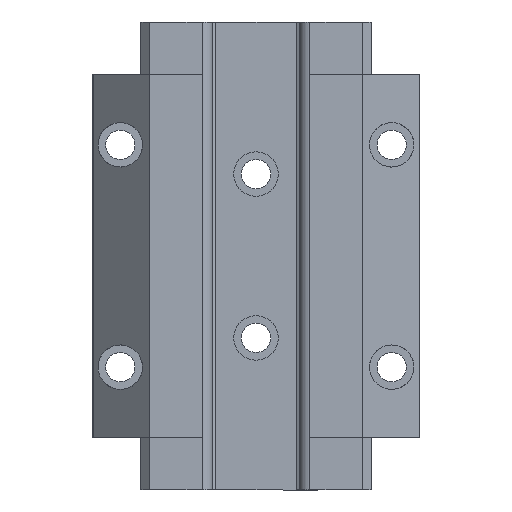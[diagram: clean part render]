
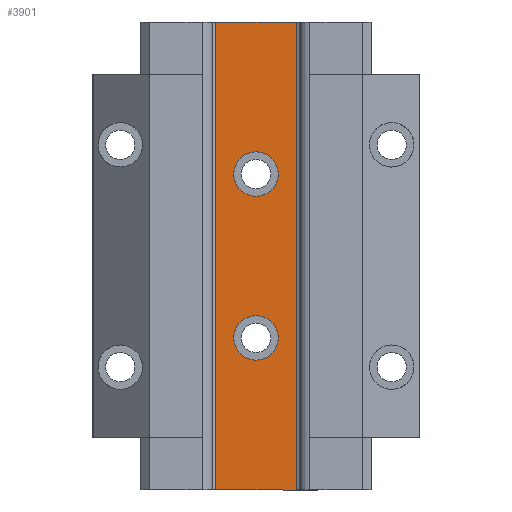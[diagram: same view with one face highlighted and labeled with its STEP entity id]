
A CAD part, front view. The second image highlights one B-rep face of the part: STEP entity #3901.
In plain terms, the highlighted planar face has unit normal (0, -1, 0).
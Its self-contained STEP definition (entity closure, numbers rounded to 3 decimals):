
#144 = AXIS2_PLACEMENT_3D ( 'NONE', #9623, #9624, #9625 ) ;
#201 = AXIS2_PLACEMENT_3D ( 'NONE', #3057, #3062, #3063 ) ;
#204 = AXIS2_PLACEMENT_3D ( 'NONE', #3055, #3064, #3065 ) ;
#3040 = CARTESIAN_POINT ( 'NONE',  ( 23.238, -21.85, 100. ) ) ;
#3041 = DIRECTION ( 'NONE',  ( 1., 0., 0. ) ) ;
#3049 = CARTESIAN_POINT ( 'NONE',  ( -23.238, -21.85, 120. ) ) ;
#3052 = CARTESIAN_POINT ( 'NONE',  ( 23.238, -21.85, 120. ) ) ;
#3053 = DIRECTION ( 'NONE',  ( 0., 0., 1. ) ) ;
#3055 = CARTESIAN_POINT ( 'NONE',  ( 0., -21.85, -35. ) ) ;
#3056 = DIRECTION ( 'NONE',  ( 0., 0., -1. ) ) ;
#3057 = CARTESIAN_POINT ( 'NONE',  ( 0., -21.85, 35. ) ) ;
#3059 = CARTESIAN_POINT ( 'NONE',  ( 23.238, -21.85, -100. ) ) ;
#3060 = DIRECTION ( 'NONE',  ( -1., 0., 0. ) ) ;
#3062 = DIRECTION ( 'NONE',  ( 0., -1., 0. ) ) ;
#3063 = DIRECTION ( 'NONE',  ( 0., 0., 1. ) ) ;
#3064 = DIRECTION ( 'NONE',  ( 0., -1., 0. ) ) ;
#3065 = DIRECTION ( 'NONE',  ( 0., 0., 1. ) ) ;
#3221 = CARTESIAN_POINT ( 'NONE',  ( 23.238, -21.85, 100. ) ) ;
#3243 = CARTESIAN_POINT ( 'NONE',  ( 23.238, -21.85, -100. ) ) ;
#3244 = CARTESIAN_POINT ( 'NONE',  ( -23.238, -21.85, -100. ) ) ;
#3263 = CARTESIAN_POINT ( 'NONE',  ( -23.238, -21.85, 100. ) ) ;
#3341 = VERTEX_POINT ( 'NONE', #3342 ) ;
#3342 = CARTESIAN_POINT ( 'NONE',  ( 0., -21.85, 44.5 ) ) ;
#3343 = VERTEX_POINT ( 'NONE', #3344 ) ;
#3344 = CARTESIAN_POINT ( 'NONE',  ( 0., -21.85, -25.5 ) ) ;
#3418 = LINE ( 'NONE', #3040, #3447 ) ;
#3446 = LINE ( 'NONE', #3052, #3458 ) ;
#3447 = VECTOR ( 'NONE', #3041, 1000. ) ;
#3454 = LINE ( 'NONE', #3049, #3456 ) ;
#3456 = VECTOR ( 'NONE', #3053, 1000. ) ;
#3458 = VECTOR ( 'NONE', #3056, 1000. ) ;
#3462 = LINE ( 'NONE', #3059, #3463 ) ;
#3463 = VECTOR ( 'NONE', #3060, 1000. ) ;
#3465 = CIRCLE ( 'NONE', #201, 9.5 ) ;
#3467 = CIRCLE ( 'NONE', #204, 9.5 ) ;
#3901 = ADVANCED_FACE ( 'NONE', ( #8064, #8063, #8068 ), #9612, .F. ) ;
#5222 = EDGE_CURVE ( 'NONE', #8993, #8717, #3418, .T. ) ;
#5227 = EDGE_CURVE ( 'NONE', #8959, #8993, #3454, .T. ) ;
#5228 = EDGE_CURVE ( 'NONE', #8717, #8958, #3446, .T. ) ;
#5230 = EDGE_CURVE ( 'NONE', #8958, #8959, #3462, .T. ) ;
#5231 = EDGE_CURVE ( 'NONE', #3341, #3341, #3465, .T. ) ;
#5232 = EDGE_CURVE ( 'NONE', #3343, #3343, #3467, .T. ) ;
#6903 = ORIENTED_EDGE ( 'NONE', *, *, #5232, .F. ) ;
#6904 = ORIENTED_EDGE ( 'NONE', *, *, #5231, .F. ) ;
#6905 = ORIENTED_EDGE ( 'NONE', *, *, #5230, .F. ) ;
#6906 = ORIENTED_EDGE ( 'NONE', *, *, #5228, .F. ) ;
#6907 = ORIENTED_EDGE ( 'NONE', *, *, #5222, .F. ) ;
#6908 = ORIENTED_EDGE ( 'NONE', *, *, #5227, .F. ) ;
#7255 = EDGE_LOOP ( 'NONE', ( #6903 ) ) ;
#7297 = EDGE_LOOP ( 'NONE', ( #6904 ) ) ;
#7298 = EDGE_LOOP ( 'NONE', ( #6905, #6906, #6907, #6908 ) ) ;
#8063 = FACE_BOUND ( 'NONE', #7297, .T. ) ;
#8064 = FACE_BOUND ( 'NONE', #7255, .T. ) ;
#8068 = FACE_OUTER_BOUND ( 'NONE', #7298, .T. ) ;
#8717 = VERTEX_POINT ( 'NONE', #3221 ) ;
#8958 = VERTEX_POINT ( 'NONE', #3243 ) ;
#8959 = VERTEX_POINT ( 'NONE', #3244 ) ;
#8993 = VERTEX_POINT ( 'NONE', #3263 ) ;
#9612 = PLANE ( 'NONE',  #144 ) ;
#9623 = CARTESIAN_POINT ( 'NONE',  ( 23.238, -21.85, 120. ) ) ;
#9624 = DIRECTION ( 'NONE',  ( 0., 1., 0. ) ) ;
#9625 = DIRECTION ( 'NONE',  ( 0., 0., 1. ) ) ;
